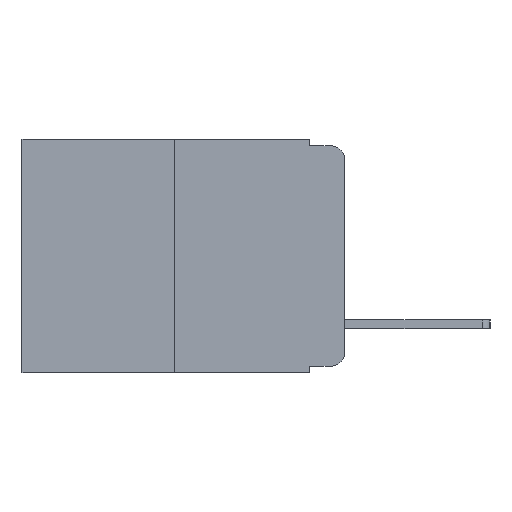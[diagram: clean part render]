
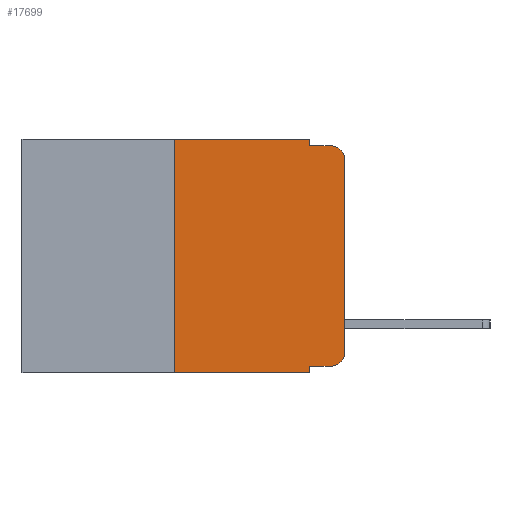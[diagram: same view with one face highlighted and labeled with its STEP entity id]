
A CAD part, left-side view. The second image highlights one B-rep face of the part: STEP entity #17699.
In plain terms, the highlighted planar face has unit normal (-1, 0, 0).
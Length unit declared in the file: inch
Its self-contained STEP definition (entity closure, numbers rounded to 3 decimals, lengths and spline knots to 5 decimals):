
#721 = EDGE_CURVE ( 'NONE', #13632, #16345, #12314, .T. ) ;
#921 = DIRECTION ( 'NONE',  ( 0., 0., -1. ) ) ;
#1118 = ORIENTED_EDGE ( 'NONE', *, *, #12806, .T. ) ;
#1201 = ORIENTED_EDGE ( 'NONE', *, *, #4152, .F. ) ;
#1236 = LINE ( 'NONE', #3174, #13646 ) ;
#1501 = CARTESIAN_POINT ( 'NONE',  ( 0., 0.051, 0. ) ) ;
#1711 = VERTEX_POINT ( 'NONE', #8677 ) ;
#1977 = EDGE_CURVE ( 'NONE', #1711, #13632, #8146, .T. ) ;
#2028 = CARTESIAN_POINT ( 'NONE',  ( 0., 0.051, -0.01 ) ) ;
#2172 = CARTESIAN_POINT ( 'NONE',  ( 0., 0.473, 0. ) ) ;
#2656 = ORIENTED_EDGE ( 'NONE', *, *, #14801, .T. ) ;
#2995 = VECTOR ( 'NONE', #9966, 39.37008 ) ;
#3174 = CARTESIAN_POINT ( 'NONE',  ( 0., 0.473, 0. ) ) ;
#3373 = CARTESIAN_POINT ( 'NONE',  ( 0., 0.02, -0.333 ) ) ;
#3389 = ORIENTED_EDGE ( 'NONE', *, *, #1977, .T. ) ;
#3505 = LINE ( 'NONE', #8343, #2995 ) ;
#3564 = CARTESIAN_POINT ( 'NONE',  ( 0., 0.25, -0.343 ) ) ;
#3576 = VERTEX_POINT ( 'NONE', #1501 ) ;
#3770 = VECTOR ( 'NONE', #5780, 39.37008 ) ;
#3831 = DIRECTION ( 'NONE',  ( 0., 0., -1. ) ) ;
#4142 = EDGE_LOOP ( 'NONE', ( #1118, #4825, #6629, #8573, #10724, #12464, #2656, #1201, #3389, #8515 ) ) ;
#4152 = EDGE_CURVE ( 'NONE', #1711, #7314, #13252, .T. ) ;
#4363 = FACE_OUTER_BOUND ( 'NONE', #4142, .T. ) ;
#4517 = VERTEX_POINT ( 'NONE', #20982 ) ;
#4825 = ORIENTED_EDGE ( 'NONE', *, *, #11770, .T. ) ;
#4995 = VERTEX_POINT ( 'NONE', #10734 ) ;
#5362 = VECTOR ( 'NONE', #12623, 39.37008 ) ;
#5556 = CARTESIAN_POINT ( 'NONE',  ( 0., 0.051, -0.343 ) ) ;
#5663 = CIRCLE ( 'NONE', #11429, 0.02 ) ;
#5709 = VECTOR ( 'NONE', #13874, 39.37008 ) ;
#5780 = DIRECTION ( 'NONE',  ( 0., -1., 0. ) ) ;
#6359 = EDGE_CURVE ( 'NONE', #11379, #4517, #9245, .T. ) ;
#6451 = DIRECTION ( 'NONE',  ( 0., -1., 0. ) ) ;
#6484 = CARTESIAN_POINT ( 'NONE',  ( 0., 0.051, 0. ) ) ;
#6629 = ORIENTED_EDGE ( 'NONE', *, *, #9670, .F. ) ;
#7314 = VERTEX_POINT ( 'NONE', #5556 ) ;
#7488 = DIRECTION ( 'NONE',  ( 0., 0., -1. ) ) ;
#8146 = LINE ( 'NONE', #19647, #3770 ) ;
#8238 = DIRECTION ( 'NONE',  ( 0., 0., -1. ) ) ;
#8343 = CARTESIAN_POINT ( 'NONE',  ( 0., 0.473, -0.343 ) ) ;
#8515 = ORIENTED_EDGE ( 'NONE', *, *, #721, .T. ) ;
#8563 = EDGE_CURVE ( 'NONE', #3576, #4995, #14788, .T. ) ;
#8573 = ORIENTED_EDGE ( 'NONE', *, *, #8563, .F. ) ;
#8677 = CARTESIAN_POINT ( 'NONE',  ( 0., 0.051, -0.333 ) ) ;
#8726 = VERTEX_POINT ( 'NONE', #16393 ) ;
#9245 = LINE ( 'NONE', #15787, #5362 ) ;
#9413 = DIRECTION ( 'NONE',  ( -1., 0., 0. ) ) ;
#9670 = EDGE_CURVE ( 'NONE', #4995, #8726, #20522, .T. ) ;
#9941 = CARTESIAN_POINT ( 'NONE',  ( 0., 0.02, -0.313 ) ) ;
#9966 = DIRECTION ( 'NONE',  ( 0., -1., 0. ) ) ;
#10027 = AXIS2_PLACEMENT_3D ( 'NONE', #9941, #9413, #7488 ) ;
#10184 = VECTOR ( 'NONE', #8238, 39.37008 ) ;
#10229 = VERTEX_POINT ( 'NONE', #20767 ) ;
#10724 = ORIENTED_EDGE ( 'NONE', *, *, #12832, .F. ) ;
#10734 = CARTESIAN_POINT ( 'NONE',  ( 0., 0.051, -0.01 ) ) ;
#10782 = DIRECTION ( 'NONE',  ( -1., 0., 0. ) ) ;
#11379 = VERTEX_POINT ( 'NONE', #3564 ) ;
#11429 = AXIS2_PLACEMENT_3D ( 'NONE', #20327, #10782, #921 ) ;
#11770 = EDGE_CURVE ( 'NONE', #10229, #8726, #5663, .T. ) ;
#12314 = CIRCLE ( 'NONE', #10027, 0.02 ) ;
#12335 = CARTESIAN_POINT ( 'NONE',  ( 0., 0.051, 0. ) ) ;
#12464 = ORIENTED_EDGE ( 'NONE', *, *, #6359, .F. ) ;
#12623 = DIRECTION ( 'NONE',  ( 0., 0., 1. ) ) ;
#12806 = EDGE_CURVE ( 'NONE', #16345, #10229, #14601, .T. ) ;
#12832 = EDGE_CURVE ( 'NONE', #4517, #3576, #1236, .T. ) ;
#13011 = VECTOR ( 'NONE', #14833, 39.37008 ) ;
#13252 = LINE ( 'NONE', #12335, #5709 ) ;
#13380 = PLANE ( 'NONE',  #19428 ) ;
#13444 = DIRECTION ( 'NONE',  ( 1., 0., 0. ) ) ;
#13632 = VERTEX_POINT ( 'NONE', #3373 ) ;
#13646 = VECTOR ( 'NONE', #6451, 39.37008 ) ;
#13874 = DIRECTION ( 'NONE',  ( 0., 0., -1. ) ) ;
#14117 = VECTOR ( 'NONE', #14279, 39.37008 ) ;
#14279 = DIRECTION ( 'NONE',  ( 0., 0., 1. ) ) ;
#14601 = LINE ( 'NONE', #15940, #14117 ) ;
#14788 = LINE ( 'NONE', #6484, #10184 ) ;
#14801 = EDGE_CURVE ( 'NONE', #11379, #7314, #3505, .T. ) ;
#14833 = DIRECTION ( 'NONE',  ( 0., -1., 0. ) ) ;
#15156 = CARTESIAN_POINT ( 'NONE',  ( 0., 0., -0.313 ) ) ;
#15787 = CARTESIAN_POINT ( 'NONE',  ( 0., 0.25, 0. ) ) ;
#15940 = CARTESIAN_POINT ( 'NONE',  ( 0., 0., 0. ) ) ;
#16345 = VERTEX_POINT ( 'NONE', #15156 ) ;
#16393 = CARTESIAN_POINT ( 'NONE',  ( 0., 0.02, -0.01 ) ) ;
#17699 = ADVANCED_FACE ( 'NONE', ( #4363 ), #13380, .F. ) ;
#19428 = AXIS2_PLACEMENT_3D ( 'NONE', #2172, #13444, #3831 ) ;
#19647 = CARTESIAN_POINT ( 'NONE',  ( 0., 0.051, -0.333 ) ) ;
#20327 = CARTESIAN_POINT ( 'NONE',  ( 0., 0.02, -0.03 ) ) ;
#20522 = LINE ( 'NONE', #2028, #13011 ) ;
#20767 = CARTESIAN_POINT ( 'NONE',  ( 0., 0., -0.03 ) ) ;
#20982 = CARTESIAN_POINT ( 'NONE',  ( 0., 0.25, 0. ) ) ;
